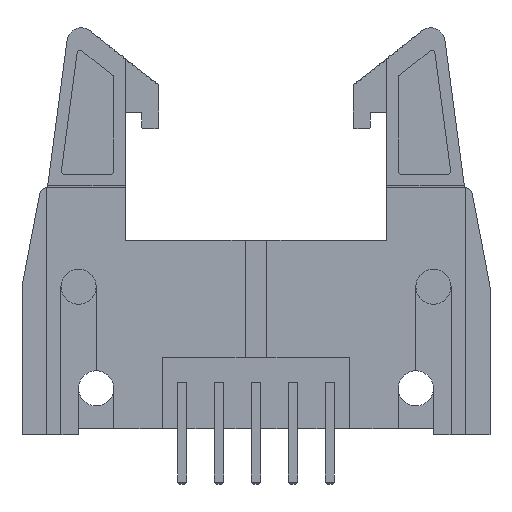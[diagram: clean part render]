
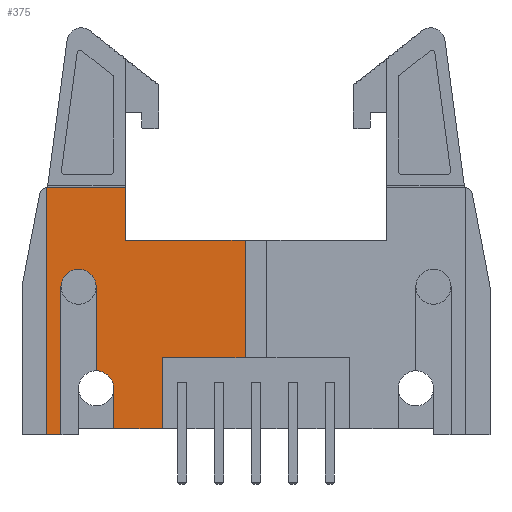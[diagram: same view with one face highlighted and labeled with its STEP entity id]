
A CAD part, front view. The second image highlights one B-rep face of the part: STEP entity #375.
In plain terms, the highlighted planar face has unit normal (0, -1, 0).
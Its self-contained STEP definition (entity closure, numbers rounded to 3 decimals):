
#375=ADVANCED_FACE('',(#1055),#1056,.T.);
#1055=FACE_OUTER_BOUND('',#2997,.T.);
#1056=PLANE('',#2998);
#2997=EDGE_LOOP('',(#5093,#5094,#5095,#5096,#5097,#5098,#5099,#5100,#5101,#5102,#5103,#5104,#5105,#5106,#5107));
#2998=AXIS2_PLACEMENT_3D('',#5108,#5109,#5110);
#5093=ORIENTED_EDGE('',*,*,#9134,.T.);
#5094=ORIENTED_EDGE('',*,*,#9389,.T.);
#5095=ORIENTED_EDGE('',*,*,#9390,.T.);
#5096=ORIENTED_EDGE('',*,*,#9207,.T.);
#5097=ORIENTED_EDGE('',*,*,#9391,.T.);
#5098=ORIENTED_EDGE('',*,*,#9327,.F.);
#5099=ORIENTED_EDGE('',*,*,#8967,.F.);
#5100=ORIENTED_EDGE('',*,*,#9392,.F.);
#5101=ORIENTED_EDGE('',*,*,#9318,.F.);
#5102=ORIENTED_EDGE('',*,*,#9393,.F.);
#5103=ORIENTED_EDGE('',*,*,#9320,.F.);
#5104=ORIENTED_EDGE('',*,*,#9350,.T.);
#5105=ORIENTED_EDGE('',*,*,#9175,.F.);
#5106=ORIENTED_EDGE('',*,*,#9216,.F.);
#5107=ORIENTED_EDGE('',*,*,#9218,.F.);
#5108=CARTESIAN_POINT('',(-16.1,-3.95,0.));
#5109=DIRECTION('',(0.0,-1.0,0.0));
#5110=DIRECTION('',(0.0,0.0,-1.0));
#8967=EDGE_CURVE('',#10573,#10576,#10577,.T.);
#9134=EDGE_CURVE('',#10882,#10880,#10883,.T.);
#9175=EDGE_CURVE('',#10953,#10948,#10955,.T.);
#9207=EDGE_CURVE('',#11015,#11016,#11017,.T.);
#9216=EDGE_CURVE('',#11028,#10953,#11030,.T.);
#9218=EDGE_CURVE('',#10882,#11028,#11032,.T.);
#9318=EDGE_CURVE('',#11202,#11196,#11204,.T.);
#9320=EDGE_CURVE('',#11205,#11207,#11208,.T.);
#9327=EDGE_CURVE('',#10576,#11217,#11218,.T.);
#9350=EDGE_CURVE('',#11205,#10948,#11251,.T.);
#9389=EDGE_CURVE('',#10880,#11307,#11308,.T.);
#9390=EDGE_CURVE('',#11307,#11015,#11309,.T.);
#9391=EDGE_CURVE('',#11016,#11217,#11310,.T.);
#9392=EDGE_CURVE('',#11196,#10573,#11311,.T.);
#9393=EDGE_CURVE('',#11207,#11202,#11312,.T.);
#10573=VERTEX_POINT('',#13158);
#10576=VERTEX_POINT('',#13162);
#10577=CIRCLE('',#13163,1.21);
#10880=VERTEX_POINT('',#13992);
#10882=VERTEX_POINT('',#13995);
#10883=LINE('',#13996,#13997);
#10948=VERTEX_POINT('',#14095);
#10953=VERTEX_POINT('',#14102);
#10955=LINE('',#14105,#14106);
#11015=VERTEX_POINT('',#14195);
#11016=VERTEX_POINT('',#14196);
#11017=LINE('',#14197,#14198);
#11028=VERTEX_POINT('',#14216);
#11030=LINE('',#14219,#14220);
#11032=LINE('',#14223,#14224);
#11196=VERTEX_POINT('',#14466);
#11202=VERTEX_POINT('',#14476);
#11204=LINE('',#14479,#14480);
#11205=VERTEX_POINT('',#14481);
#11207=VERTEX_POINT('',#14484);
#11208=LINE('',#14485,#14486);
#11217=VERTEX_POINT('',#14501);
#11218=LINE('',#14502,#14503);
#11251=LINE('',#14558,#14559);
#11307=VERTEX_POINT('',#14651);
#11308=LINE('',#14652,#14653);
#11309=LINE('',#14654,#14655);
#11310=LINE('',#14656,#14657);
#11311=CIRCLE('',#14658,1.21);
#11312=CIRCLE('',#14659,1.21);
#13158=CARTESIAN_POINT('',(-12.21,-3.95,11.4));
#13162=CARTESIAN_POINT('',(-13.42,-3.95,10.19));
#13163=AXIS2_PLACEMENT_3D('',#17281,#17282,#17283);
#13992=CARTESIAN_POINT('',(-9.0,-3.95,13.4));
#13995=CARTESIAN_POINT('',(-0.75,-3.95,13.4));
#13996=CARTESIAN_POINT('',(-16.1,-3.95,13.4));
#13997=VECTOR('',#17420,1000.0);
#14095=CARTESIAN_POINT('',(-6.45,-3.95,0.4));
#14102=CARTESIAN_POINT('',(-6.45,-3.95,5.3));
#14105=CARTESIAN_POINT('',(-6.45,-3.95,5.3));
#14106=VECTOR('',#17469,1000.0);
#14195=CARTESIAN_POINT('',(-14.386,-3.95,17.0));
#14196=CARTESIAN_POINT('',(-14.386,-3.95,0.));
#14197=CARTESIAN_POINT('',(-14.386,-3.95,17.0));
#14198=VECTOR('',#17505,1000.0);
#14216=CARTESIAN_POINT('',(-0.75,-3.95,5.3));
#14219=CARTESIAN_POINT('',(6.45,-3.95,5.3));
#14220=VECTOR('',#17514,1000.0);
#14223=CARTESIAN_POINT('',(-0.75,-3.95,13.4));
#14224=VECTOR('',#17516,1000.0);
#14466=CARTESIAN_POINT('',(-11.0,-3.95,10.19));
#14476=CARTESIAN_POINT('',(-11.0,-3.95,4.4));
#14479=CARTESIAN_POINT('',(-11.0,-3.95,10.19));
#14480=VECTOR('',#17648,1000.0);
#14481=CARTESIAN_POINT('',(-9.79,-3.95,0.4));
#14484=CARTESIAN_POINT('',(-9.79,-3.95,3.19));
#14485=CARTESIAN_POINT('',(-9.79,-3.95,0.0));
#14486=VECTOR('',#17650,1000.0);
#14501=CARTESIAN_POINT('',(-13.42,-3.95,0.0));
#14502=CARTESIAN_POINT('',(-13.42,-3.95,10.19));
#14503=VECTOR('',#17657,1000.0);
#14558=CARTESIAN_POINT('',(-16.1,-3.95,0.4));
#14559=VECTOR('',#17680,1000.0);
#14651=CARTESIAN_POINT('',(-9.0,-3.95,17.0));
#14652=CARTESIAN_POINT('',(-9.0,-3.95,6.65));
#14653=VECTOR('',#17723,1000.0);
#14654=CARTESIAN_POINT('',(16.1,-3.95,17.0));
#14655=VECTOR('',#17724,1000.0);
#14656=CARTESIAN_POINT('',(-16.1,-3.95,0.));
#14657=VECTOR('',#17725,1000.0);
#14658=AXIS2_PLACEMENT_3D('',#17726,#17727,#17728);
#14659=AXIS2_PLACEMENT_3D('',#17729,#17730,#17731);
#17281=CARTESIAN_POINT('',(-12.21,-3.95,10.19));
#17282=DIRECTION('',(0.0,-1.0,0.0));
#17283=DIRECTION('',(1.0,0.0,0.0));
#17420=DIRECTION('',(-1.0,0.0,0.0));
#17469=DIRECTION('',(0.0,0.0,-1.0));
#17505=DIRECTION('',(0.0,0.0,-1.0));
#17514=DIRECTION('',(-1.0,0.,0.0));
#17516=DIRECTION('',(0.,0.0,-1.0));
#17648=DIRECTION('',(0.0,0.0,1.0));
#17650=DIRECTION('',(0.0,0.0,1.0));
#17657=DIRECTION('',(0.0,0.0,-1.0));
#17680=DIRECTION('',(1.0,0.0,0.0));
#17723=DIRECTION('',(0.0,0.0,1.0));
#17724=DIRECTION('',(-1.0,0.0,0.0));
#17725=DIRECTION('',(1.0,0.0,0.0));
#17726=CARTESIAN_POINT('',(-12.21,-3.95,10.19));
#17727=DIRECTION('',(0.0,-1.0,0.0));
#17728=DIRECTION('',(1.0,0.0,0.0));
#17729=CARTESIAN_POINT('',(-11.0,-3.95,3.19));
#17730=DIRECTION('',(0.0,-1.0,0.0));
#17731=DIRECTION('',(1.0,0.0,0.0));
